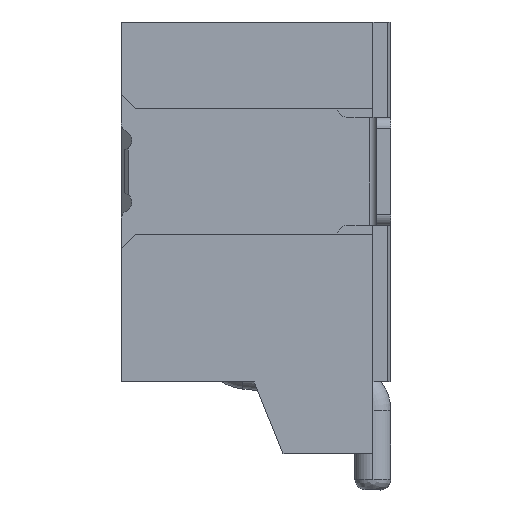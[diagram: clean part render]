
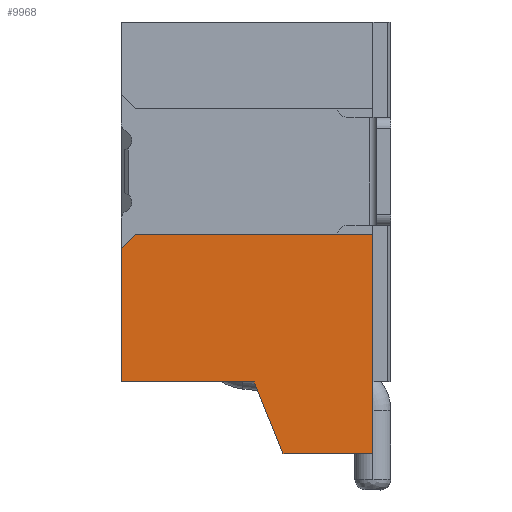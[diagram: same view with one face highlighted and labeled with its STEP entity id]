
A CAD part, left-side view. The second image highlights one B-rep face of the part: STEP entity #9968.
In plain terms, the highlighted planar face has unit normal (-1, 0, 0).
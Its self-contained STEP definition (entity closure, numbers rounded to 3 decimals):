
#26=DIRECTION('',(0.,1.,0.));
#27=VECTOR('',#26,1.85);
#28=CARTESIAN_POINT('',(311.355,-58.605,-5.5));
#29=LINE('',#28,#27);
#446=DIRECTION('',(0.,0.,1.));
#447=VECTOR('',#446,1.85);
#448=CARTESIAN_POINT('',(311.355,-56.755,-5.5));
#449=LINE('',#448,#447);
#2126=DIRECTION('',(0.,1.,0.));
#2127=VECTOR('',#2126,3.3);
#2128=CARTESIAN_POINT('',(311.355,-60.255,
-3.45));
#2129=LINE('',#2128,#2127);
#2130=DIRECTION('',(0.,0.,1.));
#2131=VECTOR('',#2130,3.05);
#2132=CARTESIAN_POINT('',(311.355,-60.255,
-6.5));
#2133=LINE('',#2132,#2131);
#2134=DIRECTION('',(0.,-1.,0.));
#2135=VECTOR('',#2134,1.25);
#2136=CARTESIAN_POINT('',(311.355,-59.005,
-6.5));
#2137=LINE('',#2136,#2135);
#2138=DIRECTION('',(0.,-0.371,-0.928));
#2139=VECTOR('',#2138,1.077);
#2140=CARTESIAN_POINT('',(311.355,-58.605,-5.5));
#2141=LINE('',#2140,#2139);
#2142=DIRECTION('',(0.,0.707,-0.707));
#2143=VECTOR('',#2142,0.283);
#2144=CARTESIAN_POINT('',(311.355,-56.955,
-3.45));
#2145=LINE('',#2144,#2143);
#5390=CARTESIAN_POINT('',(311.355,-60.255,
-6.5));
#5391=CARTESIAN_POINT('',(311.355,-60.255,
-3.45));
#5392=VERTEX_POINT('',#5390);
#5393=VERTEX_POINT('',#5391);
#5394=CARTESIAN_POINT('',(311.355,-59.005,
-6.5));
#5395=VERTEX_POINT('',#5394);
#5396=CARTESIAN_POINT('',(311.355,-58.605,-5.5));
#5397=VERTEX_POINT('',#5396);
#5398=CARTESIAN_POINT('',(311.355,-56.755,-5.5));
#5399=VERTEX_POINT('',#5398);
#5400=CARTESIAN_POINT('',(311.355,-56.755,
-3.65));
#5401=VERTEX_POINT('',#5400);
#5402=CARTESIAN_POINT('',(311.355,-56.955,
-3.45));
#5403=VERTEX_POINT('',#5402);
#9951=CARTESIAN_POINT('',(311.355,-56.755,0.));
#9952=DIRECTION('',(-1.,0.,0.));
#9953=DIRECTION('',(0.,1.,0.));
#9954=AXIS2_PLACEMENT_3D('',#9951,#9952,#9953);
#9955=PLANE('',#9954);
#9956=ORIENTED_EDGE('',*,*,#9932,.F.);
#9958=ORIENTED_EDGE('',*,*,#9957,.F.);
#9960=ORIENTED_EDGE('',*,*,#9959,.F.);
#9962=ORIENTED_EDGE('',*,*,#9961,.F.);
#9963=ORIENTED_EDGE('',*,*,#6602,.T.);
#9964=ORIENTED_EDGE('',*,*,#6901,.T.);
#9965=ORIENTED_EDGE('',*,*,#9943,.F.);
#9966=EDGE_LOOP('',(#9956,#9958,#9960,#9962,#9963,#9964,#9965));
#9967=FACE_OUTER_BOUND('',#9966,.F.);
#6602=EDGE_CURVE('',#5397,#5399,#29,.T.);
#6901=EDGE_CURVE('',#5399,#5401,#449,.T.);
#9932=EDGE_CURVE('',#5393,#5403,#2129,.T.);
#9943=EDGE_CURVE('',#5403,#5401,#2145,.T.);
#9957=EDGE_CURVE('',#5392,#5393,#2133,.T.);
#9959=EDGE_CURVE('',#5395,#5392,#2137,.T.);
#9961=EDGE_CURVE('',#5397,#5395,#2141,.T.);
#9968=ADVANCED_FACE('',(#9967),#9955,.T.);
